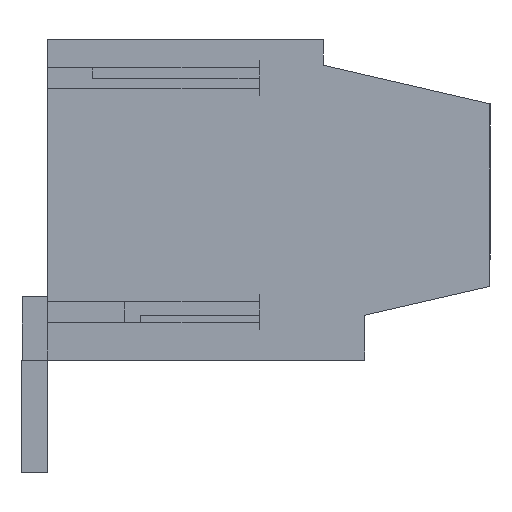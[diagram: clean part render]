
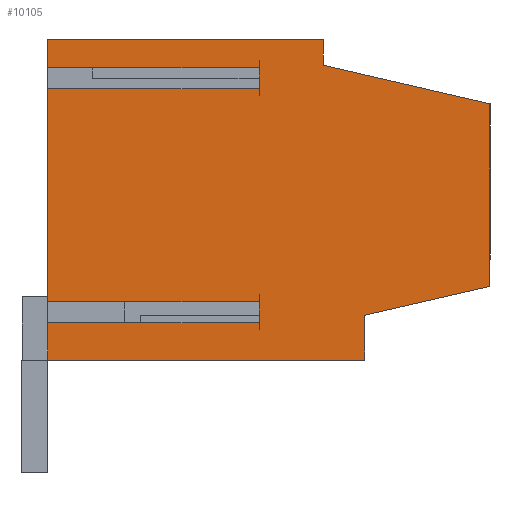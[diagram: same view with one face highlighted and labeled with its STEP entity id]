
A CAD part, left-side view. The second image highlights one B-rep face of the part: STEP entity #10105.
In plain terms, the highlighted planar face has unit normal (-1, 0, 0).
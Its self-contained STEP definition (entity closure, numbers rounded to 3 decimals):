
#10042=AXIS2_PLACEMENT_3D('Plane Axis2P3D',#10039,#10040,#10041) ;
#9100=CARTESIAN_POINT('Vertex',(0.,13.8,3.5)) ;
#9103=CARTESIAN_POINT('Line Origine',(0.,13.8,4.088)) ;
#9107=CARTESIAN_POINT('Vertex',(0.,13.8,4.675)) ;
#9128=CARTESIAN_POINT('Vertex',(0.,13.8,5.325)) ;
#9131=CARTESIAN_POINT('Line Origine',(0.,13.8,8.65)) ;
#9135=CARTESIAN_POINT('Vertex',(0.,13.8,11.975)) ;
#9156=CARTESIAN_POINT('Vertex',(0.,13.8,12.625)) ;
#9159=CARTESIAN_POINT('Line Origine',(0.,13.8,13.062)) ;
#9163=CARTESIAN_POINT('Vertex',(0.,13.8,13.5)) ;
#9592=CARTESIAN_POINT('Line Origine',(0.,9.5,13.5)) ;
#9596=CARTESIAN_POINT('Vertex',(0.,5.2,13.5)) ;
#9685=CARTESIAN_POINT('Line Origine',(0.,5.2,13.1)) ;
#9689=CARTESIAN_POINT('Vertex',(0.,5.2,12.7)) ;
#9710=CARTESIAN_POINT('Line Origine',(0.,2.6,12.1)) ;
#9714=CARTESIAN_POINT('Vertex',(0.,0.,11.499)) ;
#9735=CARTESIAN_POINT('Line Origine',(0.,0.,8.65)) ;
#9739=CARTESIAN_POINT('Vertex',(0.,0.,5.8)) ;
#9796=CARTESIAN_POINT('Line Origine',(0.,1.95,5.35)) ;
#9800=CARTESIAN_POINT('Vertex',(0.,3.9,4.9)) ;
#9931=CARTESIAN_POINT('Vertex',(0.,3.9,3.5)) ;
#9934=CARTESIAN_POINT('Line Origine',(0.,8.85,3.5)) ;
#10039=CARTESIAN_POINT('Axis2P3D Location',(0.,14.6,0.)) ;
#10044=CARTESIAN_POINT('Line Origine',(0.,10.5,5.325)) ;
#10048=CARTESIAN_POINT('Vertex',(0.,7.2,5.325)) ;
#10051=CARTESIAN_POINT('Line Origine',(0.,7.2,5.)) ;
#10055=CARTESIAN_POINT('Vertex',(0.,7.2,4.675)) ;
#10058=CARTESIAN_POINT('Line Origine',(0.,10.5,4.675)) ;
#10063=CARTESIAN_POINT('Line Origine',(0.,3.9,4.2)) ;
#10068=CARTESIAN_POINT('Line Origine',(0.,10.5,12.625)) ;
#10072=CARTESIAN_POINT('Vertex',(0.,7.2,12.625)) ;
#10075=CARTESIAN_POINT('Line Origine',(0.,7.2,12.3)) ;
#10079=CARTESIAN_POINT('Vertex',(0.,7.2,11.975)) ;
#10082=CARTESIAN_POINT('Line Origine',(0.,10.5,11.975)) ;
#9104=DIRECTION('Vector Direction',(0.,0.,-1.)) ;
#9132=DIRECTION('Vector Direction',(0.,0.,-1.)) ;
#9160=DIRECTION('Vector Direction',(0.,0.,-1.)) ;
#9593=DIRECTION('Vector Direction',(0.,1.,0.)) ;
#9686=DIRECTION('Vector Direction',(0.,0.,1.)) ;
#9711=DIRECTION('Vector Direction',(0.,0.974,0.225)) ;
#9736=DIRECTION('Vector Direction',(0.,0.,1.)) ;
#9797=DIRECTION('Vector Direction',(0.,-0.974,0.225)) ;
#9935=DIRECTION('Vector Direction',(0.,-1.,0.)) ;
#10040=DIRECTION('Axis2P3D Direction',(-1.,0.,0.)) ;
#10041=DIRECTION('Axis2P3D XDirection',(0.,-1.,0.)) ;
#10045=DIRECTION('Vector Direction',(0.,-1.,0.)) ;
#10052=DIRECTION('Vector Direction',(0.,0.,-1.)) ;
#10059=DIRECTION('Vector Direction',(0.,-1.,0.)) ;
#10064=DIRECTION('Vector Direction',(0.,0.,1.)) ;
#10069=DIRECTION('Vector Direction',(0.,-1.,0.)) ;
#10076=DIRECTION('Vector Direction',(0.,0.,-1.)) ;
#10083=DIRECTION('Vector Direction',(0.,-1.,0.)) ;
#9105=VECTOR('Line Direction',#9104,1.) ;
#9133=VECTOR('Line Direction',#9132,1.) ;
#9161=VECTOR('Line Direction',#9160,1.) ;
#9594=VECTOR('Line Direction',#9593,1.) ;
#9687=VECTOR('Line Direction',#9686,1.) ;
#9712=VECTOR('Line Direction',#9711,1.) ;
#9737=VECTOR('Line Direction',#9736,1.) ;
#9798=VECTOR('Line Direction',#9797,1.) ;
#9936=VECTOR('Line Direction',#9935,1.) ;
#10046=VECTOR('Line Direction',#10045,1.) ;
#10053=VECTOR('Line Direction',#10052,1.) ;
#10060=VECTOR('Line Direction',#10059,1.) ;
#10065=VECTOR('Line Direction',#10064,1.) ;
#10070=VECTOR('Line Direction',#10069,1.) ;
#10077=VECTOR('Line Direction',#10076,1.) ;
#10084=VECTOR('Line Direction',#10083,1.) ;
#10088=ORIENTED_EDGE('',*,*,#9137,.T.) ;
#10089=ORIENTED_EDGE('',*,*,#10050,.T.) ;
#10090=ORIENTED_EDGE('',*,*,#10057,.T.) ;
#10091=ORIENTED_EDGE('',*,*,#10062,.F.) ;
#10092=ORIENTED_EDGE('',*,*,#9109,.T.) ;
#10093=ORIENTED_EDGE('',*,*,#9938,.T.) ;
#10094=ORIENTED_EDGE('',*,*,#10067,.T.) ;
#10095=ORIENTED_EDGE('',*,*,#9802,.T.) ;
#10096=ORIENTED_EDGE('',*,*,#9741,.T.) ;
#10097=ORIENTED_EDGE('',*,*,#9716,.T.) ;
#10098=ORIENTED_EDGE('',*,*,#9691,.T.) ;
#10099=ORIENTED_EDGE('',*,*,#9598,.T.) ;
#10100=ORIENTED_EDGE('',*,*,#9165,.T.) ;
#10101=ORIENTED_EDGE('',*,*,#10074,.T.) ;
#10102=ORIENTED_EDGE('',*,*,#10081,.T.) ;
#10103=ORIENTED_EDGE('',*,*,#10086,.F.) ;
#10105=ADVANCED_FACE('HOUSING',(#10104),#10043,.T.) ;
#9109=EDGE_CURVE('',#9108,#9101,#9106,.T.) ;
#9137=EDGE_CURVE('',#9136,#9129,#9134,.T.) ;
#9165=EDGE_CURVE('',#9164,#9157,#9162,.T.) ;
#9598=EDGE_CURVE('',#9597,#9164,#9595,.T.) ;
#9691=EDGE_CURVE('',#9690,#9597,#9688,.T.) ;
#9716=EDGE_CURVE('',#9715,#9690,#9713,.T.) ;
#9741=EDGE_CURVE('',#9740,#9715,#9738,.T.) ;
#9802=EDGE_CURVE('',#9801,#9740,#9799,.T.) ;
#9938=EDGE_CURVE('',#9101,#9932,#9937,.T.) ;
#10050=EDGE_CURVE('',#9129,#10049,#10047,.T.) ;
#10057=EDGE_CURVE('',#10049,#10056,#10054,.T.) ;
#10062=EDGE_CURVE('',#9108,#10056,#10061,.T.) ;
#10067=EDGE_CURVE('',#9932,#9801,#10066,.T.) ;
#10074=EDGE_CURVE('',#9157,#10073,#10071,.T.) ;
#10081=EDGE_CURVE('',#10073,#10080,#10078,.T.) ;
#10086=EDGE_CURVE('',#9136,#10080,#10085,.T.) ;
#10087=EDGE_LOOP('',(#10088,#10089,#10090,#10091,#10092,#10093,#10094,#10095,#10096,#10097,#10098,#10099,#10100,#10101,#10102,#10103)) ;
#10104=FACE_OUTER_BOUND('',#10087,.T.) ;
#9106=LINE('Line',#9103,#9105) ;
#9134=LINE('Line',#9131,#9133) ;
#9162=LINE('Line',#9159,#9161) ;
#9595=LINE('Line',#9592,#9594) ;
#9688=LINE('Line',#9685,#9687) ;
#9713=LINE('Line',#9710,#9712) ;
#9738=LINE('Line',#9735,#9737) ;
#9799=LINE('Line',#9796,#9798) ;
#9937=LINE('Line',#9934,#9936) ;
#10047=LINE('Line',#10044,#10046) ;
#10054=LINE('Line',#10051,#10053) ;
#10061=LINE('Line',#10058,#10060) ;
#10066=LINE('Line',#10063,#10065) ;
#10071=LINE('Line',#10068,#10070) ;
#10078=LINE('Line',#10075,#10077) ;
#10085=LINE('Line',#10082,#10084) ;
#10043=PLANE('',#10042) ;
#9101=VERTEX_POINT('',#9100) ;
#9108=VERTEX_POINT('',#9107) ;
#9129=VERTEX_POINT('',#9128) ;
#9136=VERTEX_POINT('',#9135) ;
#9157=VERTEX_POINT('',#9156) ;
#9164=VERTEX_POINT('',#9163) ;
#9597=VERTEX_POINT('',#9596) ;
#9690=VERTEX_POINT('',#9689) ;
#9715=VERTEX_POINT('',#9714) ;
#9740=VERTEX_POINT('',#9739) ;
#9801=VERTEX_POINT('',#9800) ;
#9932=VERTEX_POINT('',#9931) ;
#10049=VERTEX_POINT('',#10048) ;
#10056=VERTEX_POINT('',#10055) ;
#10073=VERTEX_POINT('',#10072) ;
#10080=VERTEX_POINT('',#10079) ;
